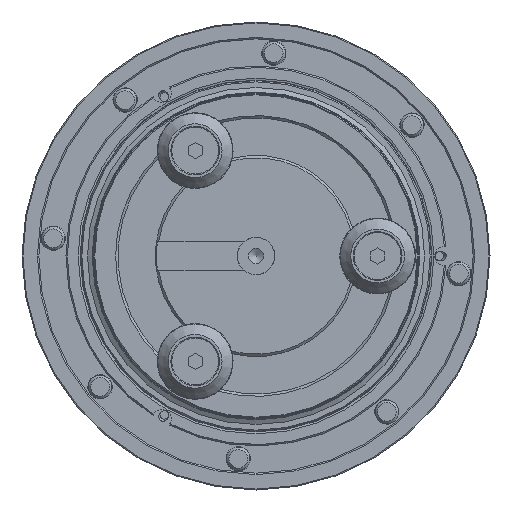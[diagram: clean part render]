
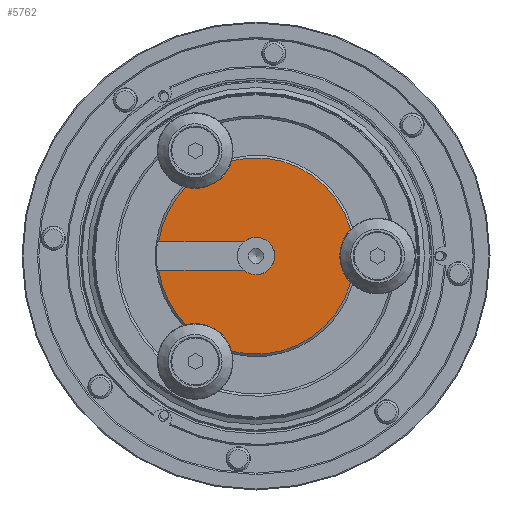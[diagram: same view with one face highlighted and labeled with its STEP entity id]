
A CAD part, front view. The second image highlights one B-rep face of the part: STEP entity #5762.
In plain terms, the highlighted planar face has unit normal (0, -1, 0).
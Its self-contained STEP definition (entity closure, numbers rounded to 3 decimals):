
#944 = CARTESIAN_POINT ( 'NONE',  ( 26., -45.3, 0. ) ) ;
#962 = DIRECTION ( 'NONE',  ( 0., 0., 1. ) ) ;
#982 = LINE ( 'NONE', #7678, #19665 ) ;
#1172 = CARTESIAN_POINT ( 'NONE',  ( 0., -45.3, 0. ) ) ;
#1208 = VERTEX_POINT ( 'NONE', #3563 ) ;
#1299 = CARTESIAN_POINT ( 'NONE',  ( 0., -45.3, 0. ) ) ;
#2354 = DIRECTION ( 'NONE',  ( 0., 0., 1. ) ) ;
#2444 = CARTESIAN_POINT ( 'NONE',  ( -15.023, -45.3, -14.673 ) ) ;
#2526 = CARTESIAN_POINT ( 'NONE',  ( -13., -45.3, 22.517 ) ) ;
#2733 = AXIS2_PLACEMENT_3D ( 'NONE', #944, #9638, #16265 ) ;
#2856 = VERTEX_POINT ( 'NONE', #12132 ) ;
#2904 = ORIENTED_EDGE ( 'NONE', *, *, #16019, .T. ) ;
#3563 = CARTESIAN_POINT ( 'NONE',  ( -5.196, -45.3, 20.347 ) ) ;
#3612 = AXIS2_PLACEMENT_3D ( 'NONE', #13609, #13507, #20242 ) ;
#3618 = FACE_OUTER_BOUND ( 'NONE', #9782, .T. ) ;
#3655 = DIRECTION ( 'NONE',  ( 0., 0., -1. ) ) ;
#3883 = CARTESIAN_POINT ( 'NONE',  ( -5.196, -45.3, -20.347 ) ) ;
#3952 = ORIENTED_EDGE ( 'NONE', *, *, #19578, .F. ) ;
#4235 = CARTESIAN_POINT ( 'NONE',  ( -2.646, -45.3, 3. ) ) ;
#4296 = DIRECTION ( 'NONE',  ( 0.5, 0., -0.866 ) ) ;
#4705 = DIRECTION ( 'NONE',  ( 0., 1., 0. ) ) ;
#5396 = AXIS2_PLACEMENT_3D ( 'NONE', #14333, #12583, #2354 ) ;
#5762 = ADVANCED_FACE ( 'NONE', ( #3618 ), #18493, .F. ) ;
#5852 = CARTESIAN_POINT ( 'NONE',  ( -13., -45.3, -22.517 ) ) ;
#6372 = DIRECTION ( 'NONE',  ( 0., 0., 1. ) ) ;
#6603 = EDGE_CURVE ( 'NONE', #17714, #6740, #10096, .T. ) ;
#6740 = VERTEX_POINT ( 'NONE', #10724 ) ;
#6836 = VERTEX_POINT ( 'NONE', #2444 ) ;
#7013 = ORIENTED_EDGE ( 'NONE', *, *, #9906, .T. ) ;
#7390 = CARTESIAN_POINT ( 'NONE',  ( -20.785, -45.3, 3. ) ) ;
#7678 = CARTESIAN_POINT ( 'NONE',  ( -21.29, -45.3, 3. ) ) ;
#8182 = ORIENTED_EDGE ( 'NONE', *, *, #10050, .F. ) ;
#9226 = CARTESIAN_POINT ( 'NONE',  ( 20.219, -45.3, -5.674 ) ) ;
#9242 = AXIS2_PLACEMENT_3D ( 'NONE', #10591, #20517, #3655 ) ;
#9360 = AXIS2_PLACEMENT_3D ( 'NONE', #1299, #14691, #6372 ) ;
#9539 = DIRECTION ( 'NONE',  ( 0., 1., 0. ) ) ;
#9638 = DIRECTION ( 'NONE',  ( 0., 1., 0. ) ) ;
#9782 = EDGE_LOOP ( 'NONE', ( #10263, #17631, #10822, #17112, #3952, #11588, #8182, #2904, #10308, #7013 ) ) ;
#9906 = EDGE_CURVE ( 'NONE', #1208, #18453, #13427, .T. ) ;
#9973 = DIRECTION ( 'NONE',  ( 1., 0., 0. ) ) ;
#10049 = CIRCLE ( 'NONE', #9360, 21. ) ;
#10050 = EDGE_CURVE ( 'NONE', #20610, #11831, #16567, .T. ) ;
#10096 = LINE ( 'NONE', #11826, #19183 ) ;
#10174 = AXIS2_PLACEMENT_3D ( 'NONE', #1172, #9539, #962 ) ;
#10263 = ORIENTED_EDGE ( 'NONE', *, *, #13802, .F. ) ;
#10308 = ORIENTED_EDGE ( 'NONE', *, *, #13013, .F. ) ;
#10311 = CIRCLE ( 'NONE', #9242, 4. ) ;
#10591 = CARTESIAN_POINT ( 'NONE',  ( 0., -45.3, 0. ) ) ;
#10724 = CARTESIAN_POINT ( 'NONE',  ( -2.646, -45.3, -3. ) ) ;
#10822 = ORIENTED_EDGE ( 'NONE', *, *, #16329, .F. ) ;
#11419 = DIRECTION ( 'NONE',  ( 0., 0., 1. ) ) ;
#11588 = ORIENTED_EDGE ( 'NONE', *, *, #13354, .T. ) ;
#11826 = CARTESIAN_POINT ( 'NONE',  ( -21.29, -45.3, -3. ) ) ;
#11831 = VERTEX_POINT ( 'NONE', #3883 ) ;
#12132 = CARTESIAN_POINT ( 'NONE',  ( 20.219, -45.3, 5.674 ) ) ;
#12187 = CIRCLE ( 'NONE', #2733, 8.1 ) ;
#12583 = DIRECTION ( 'NONE',  ( 0., 1., 0. ) ) ;
#12675 = AXIS2_PLACEMENT_3D ( 'NONE', #12936, #4705, #11419 ) ;
#12936 = CARTESIAN_POINT ( 'NONE',  ( 0., -45.3, 0. ) ) ;
#13013 = EDGE_CURVE ( 'NONE', #1208, #2856, #14867, .T. ) ;
#13142 = VERTEX_POINT ( 'NONE', #4235 ) ;
#13354 = EDGE_CURVE ( 'NONE', #6836, #11831, #20459, .T. ) ;
#13427 = CIRCLE ( 'NONE', #19346, 8.1 ) ;
#13507 = DIRECTION ( 'NONE',  ( 0., 1., 0. ) ) ;
#13609 = CARTESIAN_POINT ( 'NONE',  ( 0., -45.3, 0. ) ) ;
#13802 = EDGE_CURVE ( 'NONE', #16205, #18453, #10049, .T. ) ;
#14238 = CARTESIAN_POINT ( 'NONE',  ( -15.023, -45.3, 14.673 ) ) ;
#14333 = CARTESIAN_POINT ( 'NONE',  ( 0., -45.3, 0. ) ) ;
#14357 = DIRECTION ( 'NONE',  ( -1., 0., 0. ) ) ;
#14691 = DIRECTION ( 'NONE',  ( 0., 1., 0. ) ) ;
#14867 = CIRCLE ( 'NONE', #5396, 21. ) ;
#15219 = CARTESIAN_POINT ( 'NONE',  ( -20.785, -45.3, -3. ) ) ;
#16019 = EDGE_CURVE ( 'NONE', #20610, #2856, #12187, .T. ) ;
#16026 = DIRECTION ( 'NONE',  ( 0., 1., 0. ) ) ;
#16205 = VERTEX_POINT ( 'NONE', #7390 ) ;
#16265 = DIRECTION ( 'NONE',  ( -1., 0., 0. ) ) ;
#16329 = EDGE_CURVE ( 'NONE', #6740, #13142, #10311, .T. ) ;
#16567 = CIRCLE ( 'NONE', #3612, 21. ) ;
#16974 = AXIS2_PLACEMENT_3D ( 'NONE', #5852, #16026, #19393 ) ;
#17112 = ORIENTED_EDGE ( 'NONE', *, *, #6603, .F. ) ;
#17199 = DIRECTION ( 'NONE',  ( 0., 1., 0. ) ) ;
#17631 = ORIENTED_EDGE ( 'NONE', *, *, #20640, .F. ) ;
#17714 = VERTEX_POINT ( 'NONE', #15219 ) ;
#18453 = VERTEX_POINT ( 'NONE', #14238 ) ;
#18493 = PLANE ( 'NONE',  #10174 ) ;
#19183 = VECTOR ( 'NONE', #9973, 1000. ) ;
#19346 = AXIS2_PLACEMENT_3D ( 'NONE', #2526, #17199, #4296 ) ;
#19393 = DIRECTION ( 'NONE',  ( 0.5, 0., 0.866 ) ) ;
#19578 = EDGE_CURVE ( 'NONE', #6836, #17714, #19629, .T. ) ;
#19629 = CIRCLE ( 'NONE', #12675, 21. ) ;
#19665 = VECTOR ( 'NONE', #14357, 1000. ) ;
#20242 = DIRECTION ( 'NONE',  ( 0., 0., 1. ) ) ;
#20459 = CIRCLE ( 'NONE', #16974, 8.1 ) ;
#20517 = DIRECTION ( 'NONE',  ( 0., -1., 0. ) ) ;
#20610 = VERTEX_POINT ( 'NONE', #9226 ) ;
#20640 = EDGE_CURVE ( 'NONE', #13142, #16205, #982, .T. ) ;
